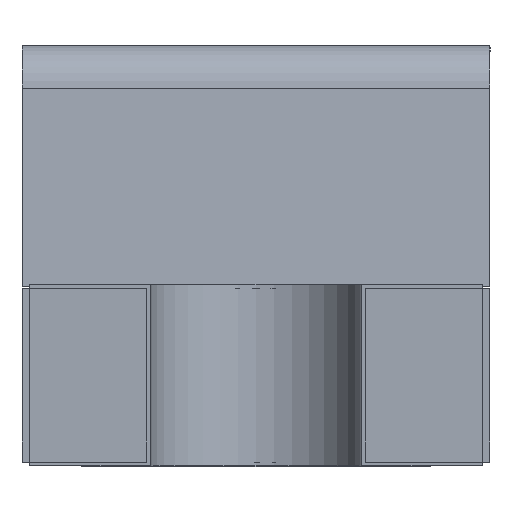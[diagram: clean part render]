
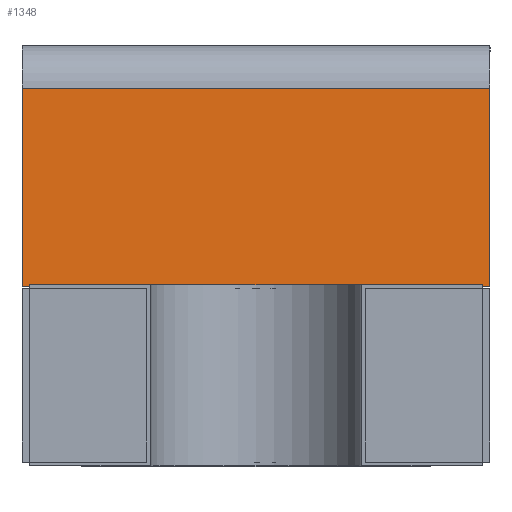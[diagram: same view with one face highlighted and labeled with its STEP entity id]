
A CAD part, front view. The second image highlights one B-rep face of the part: STEP entity #1348.
In plain terms, the highlighted planar face has unit normal (0, -0.999, 0.052).
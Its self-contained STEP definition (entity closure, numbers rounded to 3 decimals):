
#23 = DIRECTION ( 'NONE',  ( 0., -0.052, -0.999 ) ) ;
#195 = LINE ( 'NONE', #859, #1347 ) ;
#512 = EDGE_CURVE ( 'NONE', #932, #1678, #1739, .T. ) ;
#580 = DIRECTION ( 'NONE',  ( 0., 0.052, 0.999 ) ) ;
#589 = DIRECTION ( 'NONE',  ( -1., 0., 0. ) ) ;
#649 = CARTESIAN_POINT ( 'NONE',  ( -0.394, -0.546, 0.295 ) ) ;
#738 = VERTEX_POINT ( 'NONE', #649 ) ;
#758 = LINE ( 'NONE', #1561, #1590 ) ;
#789 = EDGE_CURVE ( 'NONE', #1678, #983, #195, .T. ) ;
#842 = EDGE_LOOP ( 'NONE', ( #910, #908, #904, #889 ) ) ;
#859 = CARTESIAN_POINT ( 'NONE',  ( -0.409, -0.528, 0.629 ) ) ;
#878 = AXIS2_PLACEMENT_3D ( 'NONE', #1880, #1829, #23 ) ;
#889 = ORIENTED_EDGE ( 'NONE', *, *, #1345, .F. ) ;
#903 = DIRECTION ( 'NONE',  ( -1., 0., 0. ) ) ;
#904 = ORIENTED_EDGE ( 'NONE', *, *, #1148, .F. ) ;
#908 = ORIENTED_EDGE ( 'NONE', *, *, #789, .T. ) ;
#910 = ORIENTED_EDGE ( 'NONE', *, *, #512, .T. ) ;
#932 = VERTEX_POINT ( 'NONE', #934 ) ;
#934 = CARTESIAN_POINT ( 'NONE',  ( 0.394, -0.546, 0.295 ) ) ;
#983 = VERTEX_POINT ( 'NONE', #1074 ) ;
#1074 = CARTESIAN_POINT ( 'NONE',  ( -0.394, -0.528, 0.629 ) ) ;
#1148 = EDGE_CURVE ( 'NONE', #738, #983, #1250, .T. ) ;
#1160 = DIRECTION ( 'NONE',  ( 0., 0.052, 0.999 ) ) ;
#1172 = CARTESIAN_POINT ( 'NONE',  ( 0.394, -0.546, 0.288 ) ) ;
#1250 = LINE ( 'NONE', #1509, #1661 ) ;
#1303 = PLANE ( 'NONE',  #878 ) ;
#1345 = EDGE_CURVE ( 'NONE', #932, #738, #758, .T. ) ;
#1347 = VECTOR ( 'NONE', #903, 1000. ) ;
#1348 = ADVANCED_FACE ( 'NONE', ( #1506 ), #1303, .T. ) ;
#1379 = VECTOR ( 'NONE', #580, 1000. ) ;
#1420 = CARTESIAN_POINT ( 'NONE',  ( 0.394, -0.528, 0.629 ) ) ;
#1506 = FACE_OUTER_BOUND ( 'NONE', #842, .T. ) ;
#1509 = CARTESIAN_POINT ( 'NONE',  ( -0.394, -0.546, 0.295 ) ) ;
#1561 = CARTESIAN_POINT ( 'NONE',  ( -0.402, -0.546, 0.295 ) ) ;
#1590 = VECTOR ( 'NONE', #589, 1000. ) ;
#1661 = VECTOR ( 'NONE', #1160, 1000. ) ;
#1678 = VERTEX_POINT ( 'NONE', #1420 ) ;
#1739 = LINE ( 'NONE', #1172, #1379 ) ;
#1829 = DIRECTION ( 'NONE',  ( 0., -0.999, 0.052 ) ) ;
#1880 = CARTESIAN_POINT ( 'NONE',  ( -0.409, -0.546, 0.288 ) ) ;
